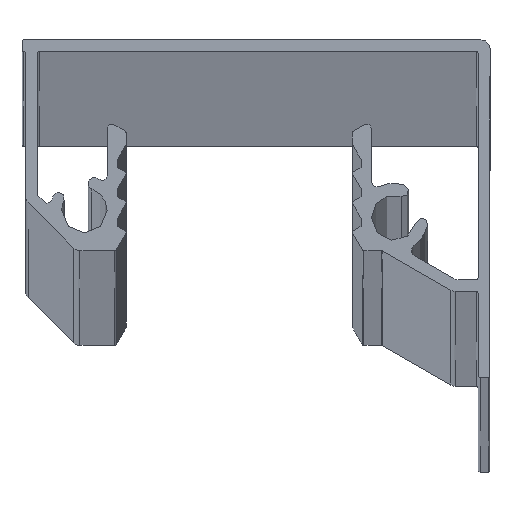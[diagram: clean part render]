
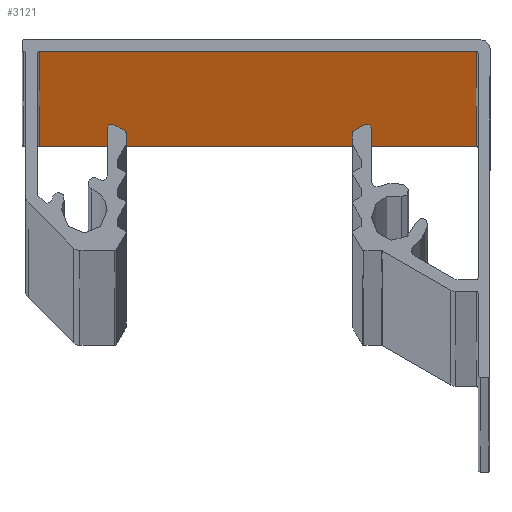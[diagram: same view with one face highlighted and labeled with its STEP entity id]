
A CAD part, top view. The second image highlights one B-rep face of the part: STEP entity #3121.
In plain terms, the highlighted planar face has unit normal (0, -1, 0).
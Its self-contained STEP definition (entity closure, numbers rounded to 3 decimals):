
#125 = VERTEX_POINT ( 'NONE', #765 ) ;
#158 = EDGE_CURVE ( 'NONE', #125, #1017, #977, .T. ) ;
#246 = EDGE_CURVE ( 'NONE', #125, #667, #1553, .T. ) ;
#277 = VECTOR ( 'NONE', #2372, 1000. ) ;
#290 = LINE ( 'NONE', #1340, #277 ) ;
#377 = FACE_OUTER_BOUND ( 'NONE', #1817, .T. ) ;
#667 = VERTEX_POINT ( 'NONE', #1831 ) ;
#765 = CARTESIAN_POINT ( 'NONE',  ( -23.55, 0., 6000. ) ) ;
#892 = VECTOR ( 'NONE', #1802, 1000. ) ;
#935 = DIRECTION ( 'NONE',  ( 1., 0., 0. ) ) ;
#977 = LINE ( 'NONE', #3071, #892 ) ;
#1017 = VERTEX_POINT ( 'NONE', #2806 ) ;
#1086 = ORIENTED_EDGE ( 'NONE', *, *, #158, .F. ) ;
#1180 = EDGE_CURVE ( 'NONE', #667, #2322, #3211, .T. ) ;
#1198 = AXIS2_PLACEMENT_3D ( 'NONE', #1399, #2414, #1862 ) ;
#1340 = CARTESIAN_POINT ( 'NONE',  ( 24.75, 0., 6000. ) ) ;
#1399 = CARTESIAN_POINT ( 'NONE',  ( -23.55, 0., 6000. ) ) ;
#1532 = ORIENTED_EDGE ( 'NONE', *, *, #1180, .T. ) ;
#1553 = LINE ( 'NONE', #2356, #1786 ) ;
#1786 = VECTOR ( 'NONE', #2844, 1000. ) ;
#1802 = DIRECTION ( 'NONE',  ( 1., 0., 0. ) ) ;
#1817 = EDGE_LOOP ( 'NONE', ( #1532, #2737, #1086, #2491 ) ) ;
#1831 = CARTESIAN_POINT ( 'NONE',  ( -23.55, 0., 0. ) ) ;
#1862 = DIRECTION ( 'NONE',  ( -1., 0., 0. ) ) ;
#1934 = CARTESIAN_POINT ( 'NONE',  ( 24.75, 0., 0. ) ) ;
#2322 = VERTEX_POINT ( 'NONE', #1934 ) ;
#2356 = CARTESIAN_POINT ( 'NONE',  ( -23.55, 0., 6000. ) ) ;
#2372 = DIRECTION ( 'NONE',  ( 0., 0., -1. ) ) ;
#2414 = DIRECTION ( 'NONE',  ( 0., 1., 0. ) ) ;
#2491 = ORIENTED_EDGE ( 'NONE', *, *, #246, .T. ) ;
#2547 = EDGE_CURVE ( 'NONE', #1017, #2322, #290, .T. ) ;
#2651 = CARTESIAN_POINT ( 'NONE',  ( -23.55, 0., 0. ) ) ;
#2737 = ORIENTED_EDGE ( 'NONE', *, *, #2547, .F. ) ;
#2790 = VECTOR ( 'NONE', #935, 1000. ) ;
#2806 = CARTESIAN_POINT ( 'NONE',  ( 24.75, 0., 6000. ) ) ;
#2844 = DIRECTION ( 'NONE',  ( 0., 0., -1. ) ) ;
#3071 = CARTESIAN_POINT ( 'NONE',  ( -23.55, 0., 6000. ) ) ;
#3121 = ADVANCED_FACE ( 'NONE', ( #377 ), #3127, .F. ) ;
#3127 = PLANE ( 'NONE',  #1198 ) ;
#3211 = LINE ( 'NONE', #2651, #2790 ) ;
